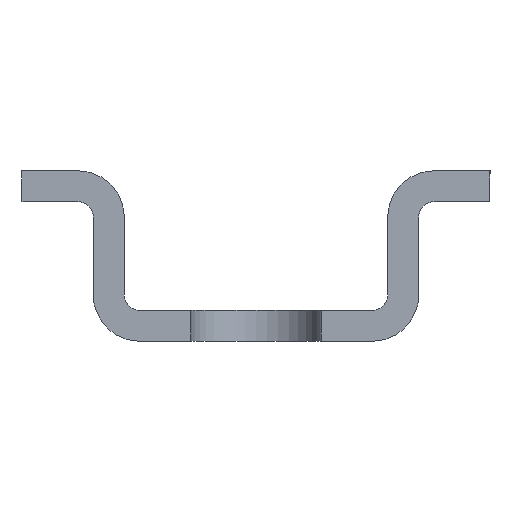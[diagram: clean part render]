
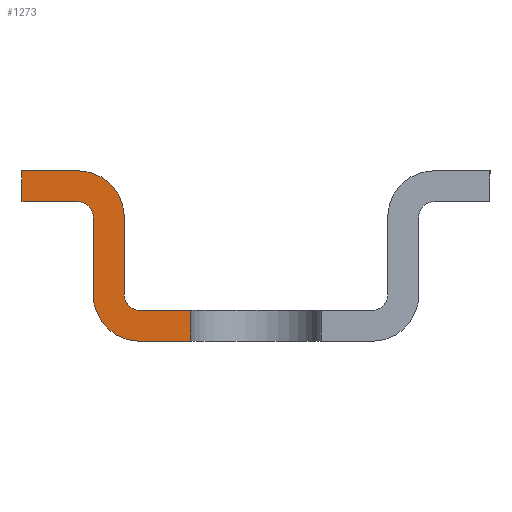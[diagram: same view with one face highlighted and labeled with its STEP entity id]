
A CAD part, left-side view. The second image highlights one B-rep face of the part: STEP entity #1273.
In plain terms, the highlighted planar face has unit normal (-1, 0, 0).
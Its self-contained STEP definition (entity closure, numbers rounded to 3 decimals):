
#61=FACE_OUTER_BOUND('',#127,.T.);
#127=EDGE_LOOP('',(#853,#854,#855,#856,#857,#858,#859,#860,#861,#862,#863,
#864));
#209=LINE('',#1877,#341);
#210=LINE('',#1879,#342);
#211=LINE('',#1881,#343);
#212=LINE('',#1885,#344);
#213=LINE('',#1889,#345);
#214=LINE('',#1891,#346);
#215=LINE('',#1893,#347);
#216=LINE('',#1896,#348);
#341=VECTOR('',#1491,10.);
#342=VECTOR('',#1492,10.);
#343=VECTOR('',#1493,10.);
#344=VECTOR('',#1496,10.);
#345=VECTOR('',#1499,10.);
#346=VECTOR('',#1500,10.);
#347=VECTOR('',#1501,10.);
#348=VECTOR('',#1504,10.);
#473=CIRCLE('',#1360,1.5);
#474=CIRCLE('',#1361,0.5);
#475=CIRCLE('',#1362,1.5);
#476=CIRCLE('',#1363,0.5);
#533=VERTEX_POINT('',#1873);
#534=VERTEX_POINT('',#1874);
#535=VERTEX_POINT('',#1876);
#536=VERTEX_POINT('',#1878);
#537=VERTEX_POINT('',#1880);
#538=VERTEX_POINT('',#1882);
#539=VERTEX_POINT('',#1884);
#540=VERTEX_POINT('',#1886);
#541=VERTEX_POINT('',#1888);
#542=VERTEX_POINT('',#1890);
#543=VERTEX_POINT('',#1892);
#544=VERTEX_POINT('',#1894);
#661=EDGE_CURVE('',#533,#534,#473,.T.);
#662=EDGE_CURVE('',#535,#533,#209,.T.);
#663=EDGE_CURVE('',#536,#535,#210,.T.);
#664=EDGE_CURVE('',#537,#536,#211,.T.);
#665=EDGE_CURVE('',#538,#537,#474,.T.);
#666=EDGE_CURVE('',#539,#538,#212,.T.);
#667=EDGE_CURVE('',#540,#539,#475,.T.);
#668=EDGE_CURVE('',#541,#540,#213,.T.);
#669=EDGE_CURVE('',#542,#541,#214,.T.);
#670=EDGE_CURVE('',#543,#542,#215,.T.);
#671=EDGE_CURVE('',#544,#543,#476,.T.);
#672=EDGE_CURVE('',#534,#544,#216,.T.);
#853=ORIENTED_EDGE('',*,*,#661,.F.);
#854=ORIENTED_EDGE('',*,*,#662,.F.);
#855=ORIENTED_EDGE('',*,*,#663,.F.);
#856=ORIENTED_EDGE('',*,*,#664,.F.);
#857=ORIENTED_EDGE('',*,*,#665,.F.);
#858=ORIENTED_EDGE('',*,*,#666,.F.);
#859=ORIENTED_EDGE('',*,*,#667,.F.);
#860=ORIENTED_EDGE('',*,*,#668,.F.);
#861=ORIENTED_EDGE('',*,*,#669,.F.);
#862=ORIENTED_EDGE('',*,*,#670,.F.);
#863=ORIENTED_EDGE('',*,*,#671,.F.);
#864=ORIENTED_EDGE('',*,*,#672,.F.);
#1237=PLANE('',#1359);
#1273=ADVANCED_FACE('',(#61),#1237,.F.);
#1359=AXIS2_PLACEMENT_3D('',#1872,#1487,#1488);
#1360=AXIS2_PLACEMENT_3D('',#1875,#1489,#1490);
#1361=AXIS2_PLACEMENT_3D('',#1883,#1494,#1495);
#1362=AXIS2_PLACEMENT_3D('',#1887,#1497,#1498);
#1363=AXIS2_PLACEMENT_3D('',#1895,#1502,#1503);
#1487=DIRECTION('center_axis',(1.,0.,0.));
#1488=DIRECTION('ref_axis',(0.,-1.,0.));
#1489=DIRECTION('center_axis',(1.,0.,0.));
#1490=DIRECTION('ref_axis',(0.,0.,1.));
#1491=DIRECTION('',(0.,-1.,0.));
#1492=DIRECTION('',(0.,0.,1.));
#1493=DIRECTION('',(0.,1.,0.));
#1494=DIRECTION('center_axis',(-1.,0.,0.));
#1495=DIRECTION('ref_axis',(0.,0.,-1.));
#1496=DIRECTION('',(0.,0.,1.));
#1497=DIRECTION('center_axis',(1.,0.,0.));
#1498=DIRECTION('ref_axis',(0.,0.,-1.));
#1499=DIRECTION('',(0.,1.,0.));
#1500=DIRECTION('',(0.,0.,-1.));
#1501=DIRECTION('',(0.,-1.,0.));
#1502=DIRECTION('center_axis',(-1.,0.,0.));
#1503=DIRECTION('ref_axis',(0.,0.,1.));
#1504=DIRECTION('',(0.,0.,-1.));
#1872=CARTESIAN_POINT('Origin',(405.5,109.357,5.5));
#1873=CARTESIAN_POINT('',(405.5,5.75,5.5));
#1874=CARTESIAN_POINT('',(405.5,4.25,4.));
#1875=CARTESIAN_POINT('Origin',(405.5,5.75,4.));
#1876=CARTESIAN_POINT('',(405.5,7.55,5.5));
#1877=CARTESIAN_POINT('',(405.5,57.554,5.5));
#1878=CARTESIAN_POINT('',(405.5,7.55,4.5));
#1879=CARTESIAN_POINT('',(405.5,7.55,5.5));
#1880=CARTESIAN_POINT('',(405.5,5.75,4.5));
#1881=CARTESIAN_POINT('',(405.5,58.454,4.5));
#1882=CARTESIAN_POINT('',(405.5,5.25,4.));
#1883=CARTESIAN_POINT('Origin',(405.5,5.75,4.));
#1884=CARTESIAN_POINT('',(405.5,5.25,1.5));
#1885=CARTESIAN_POINT('',(405.5,5.25,4.75));
#1886=CARTESIAN_POINT('',(405.5,3.75,0.));
#1887=CARTESIAN_POINT('Origin',(405.5,3.75,1.5));
#1888=CARTESIAN_POINT('',(405.5,2.099,0.));
#1889=CARTESIAN_POINT('',(405.5,56.554,0.));
#1890=CARTESIAN_POINT('',(405.5,2.099,1.));
#1891=CARTESIAN_POINT('',(405.5,2.099,0.));
#1892=CARTESIAN_POINT('',(405.5,3.75,1.));
#1893=CARTESIAN_POINT('',(405.5,52.804,1.));
#1894=CARTESIAN_POINT('',(405.5,4.25,1.5));
#1895=CARTESIAN_POINT('Origin',(405.5,3.75,1.5));
#1896=CARTESIAN_POINT('',(405.5,4.25,3.5));
